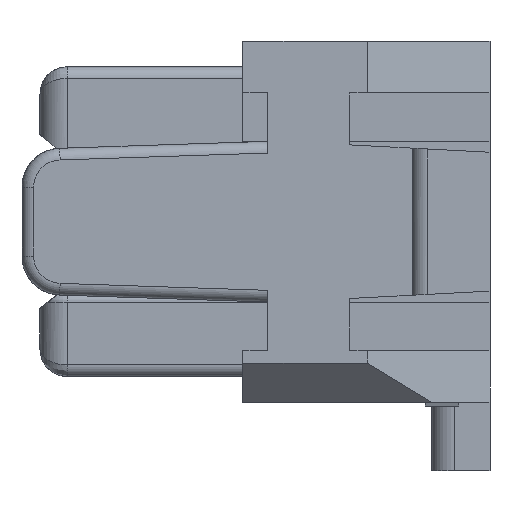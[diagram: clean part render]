
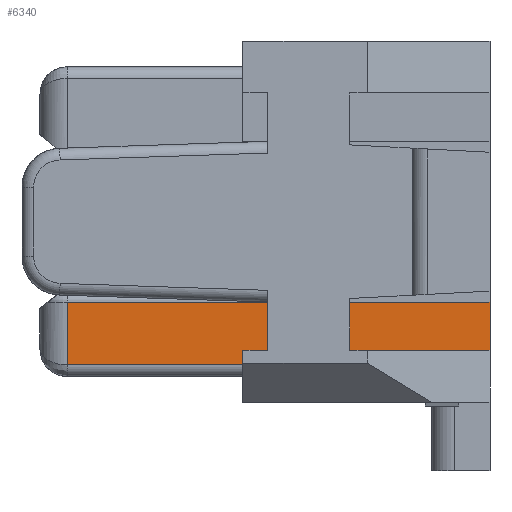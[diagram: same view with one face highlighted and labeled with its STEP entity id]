
A CAD part, front view. The second image highlights one B-rep face of the part: STEP entity #6340.
In plain terms, the highlighted planar face has unit normal (0, -1, 0).
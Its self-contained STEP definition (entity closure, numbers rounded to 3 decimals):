
#17 = FACE_OUTER_BOUND ( 'NONE', #20686, .T. ) ;
#462 = CARTESIAN_POINT ( 'NONE',  ( 0.35, -1.15, -1.835 ) ) ;
#480 = DIRECTION ( 'NONE',  ( 0., 0., 1. ) ) ;
#668 = LINE ( 'NONE', #9185, #8593 ) ;
#1484 = ORIENTED_EDGE ( 'NONE', *, *, #16169, .T. ) ;
#1890 = LINE ( 'NONE', #15122, #10235 ) ;
#2590 = LINE ( 'NONE', #4638, #11314 ) ;
#2617 = CARTESIAN_POINT ( 'NONE',  ( 0.35, -1.15, -1.03 ) ) ;
#2796 = CARTESIAN_POINT ( 'NONE',  ( 5.77, -1.15, -1.03 ) ) ;
#3075 = VECTOR ( 'NONE', #480, 1000. ) ;
#4257 = VERTEX_POINT ( 'NONE', #9457 ) ;
#4281 = DIRECTION ( 'NONE',  ( 1., 0., 0. ) ) ;
#4285 = CARTESIAN_POINT ( 'NONE',  ( 0.35, -1.15, -1.03 ) ) ;
#4320 = DIRECTION ( 'NONE',  ( 1., 0., 0. ) ) ;
#4441 = DIRECTION ( 'NONE',  ( 0., 1., 0. ) ) ;
#4504 = ORIENTED_EDGE ( 'NONE', *, *, #23676, .F. ) ;
#4638 = CARTESIAN_POINT ( 'NONE',  ( 2.6, -1.15, -1.03 ) ) ;
#6340 = ADVANCED_FACE ( 'NONE', ( #17 ), #16648, .F. ) ;
#6381 = VERTEX_POINT ( 'NONE', #12212 ) ;
#6644 = ORIENTED_EDGE ( 'NONE', *, *, #14236, .T. ) ;
#7249 = CARTESIAN_POINT ( 'NONE',  ( 2.6, -1.15, -1.65 ) ) ;
#7890 = LINE ( 'NONE', #8052, #24625 ) ;
#8052 = CARTESIAN_POINT ( 'NONE',  ( 0.35, -1.15, -1.03 ) ) ;
#8593 = VECTOR ( 'NONE', #20980, 1000. ) ;
#8826 = LINE ( 'NONE', #2617, #17061 ) ;
#9056 = ORIENTED_EDGE ( 'NONE', *, *, #23322, .F. ) ;
#9185 = CARTESIAN_POINT ( 'NONE',  ( 2.6, -1.15, -1.65 ) ) ;
#9334 = EDGE_CURVE ( 'NONE', #21980, #17898, #7890, .T. ) ;
#9457 = CARTESIAN_POINT ( 'NONE',  ( 2.6, -1.15, -1.835 ) ) ;
#10202 = CARTESIAN_POINT ( 'NONE',  ( 0.35, -1.15, -1.835 ) ) ;
#10235 = VECTOR ( 'NONE', #19447, 1000. ) ;
#10371 = DIRECTION ( 'NONE',  ( 1., 0., 0. ) ) ;
#11031 = LINE ( 'NONE', #15674, #3075 ) ;
#11261 = EDGE_CURVE ( 'NONE', #21980, #6381, #8826, .T. ) ;
#11314 = VECTOR ( 'NONE', #4320, 1000. ) ;
#12212 = CARTESIAN_POINT ( 'NONE',  ( 2.6, -1.15, -1.03 ) ) ;
#14236 = EDGE_CURVE ( 'NONE', #22122, #19837, #668, .T. ) ;
#14367 = CARTESIAN_POINT ( 'NONE',  ( 0., -1.15, 0. ) ) ;
#14861 = AXIS2_PLACEMENT_3D ( 'NONE', #14367, #4441, #4281 ) ;
#15122 = CARTESIAN_POINT ( 'NONE',  ( 5.77, -1.15, -1.03 ) ) ;
#15674 = CARTESIAN_POINT ( 'NONE',  ( 2.6, -1.15, -1.835 ) ) ;
#16169 = EDGE_CURVE ( 'NONE', #17898, #4257, #23610, .T. ) ;
#16226 = DIRECTION ( 'NONE',  ( 1., 0., 0. ) ) ;
#16648 = PLANE ( 'NONE',  #14861 ) ;
#17061 = VECTOR ( 'NONE', #16226, 1000. ) ;
#17573 = ORIENTED_EDGE ( 'NONE', *, *, #23710, .T. ) ;
#17898 = VERTEX_POINT ( 'NONE', #462 ) ;
#19447 = DIRECTION ( 'NONE',  ( 0., 0., -1. ) ) ;
#19837 = VERTEX_POINT ( 'NONE', #21391 ) ;
#20686 = EDGE_LOOP ( 'NONE', ( #22667, #1484, #17573, #6644, #9056, #4504, #24091 ) ) ;
#20980 = DIRECTION ( 'NONE',  ( 1., 0., 0. ) ) ;
#21391 = CARTESIAN_POINT ( 'NONE',  ( 5.77, -1.15, -1.65 ) ) ;
#21652 = VERTEX_POINT ( 'NONE', #2796 ) ;
#21980 = VERTEX_POINT ( 'NONE', #4285 ) ;
#22122 = VERTEX_POINT ( 'NONE', #7249 ) ;
#22667 = ORIENTED_EDGE ( 'NONE', *, *, #9334, .T. ) ;
#23322 = EDGE_CURVE ( 'NONE', #21652, #19837, #1890, .T. ) ;
#23489 = VECTOR ( 'NONE', #10371, 1000. ) ;
#23610 = LINE ( 'NONE', #10202, #23489 ) ;
#23676 = EDGE_CURVE ( 'NONE', #6381, #21652, #2590, .T. ) ;
#23710 = EDGE_CURVE ( 'NONE', #4257, #22122, #11031, .T. ) ;
#23896 = DIRECTION ( 'NONE',  ( 0., 0., -1. ) ) ;
#24091 = ORIENTED_EDGE ( 'NONE', *, *, #11261, .F. ) ;
#24625 = VECTOR ( 'NONE', #23896, 1000. ) ;
